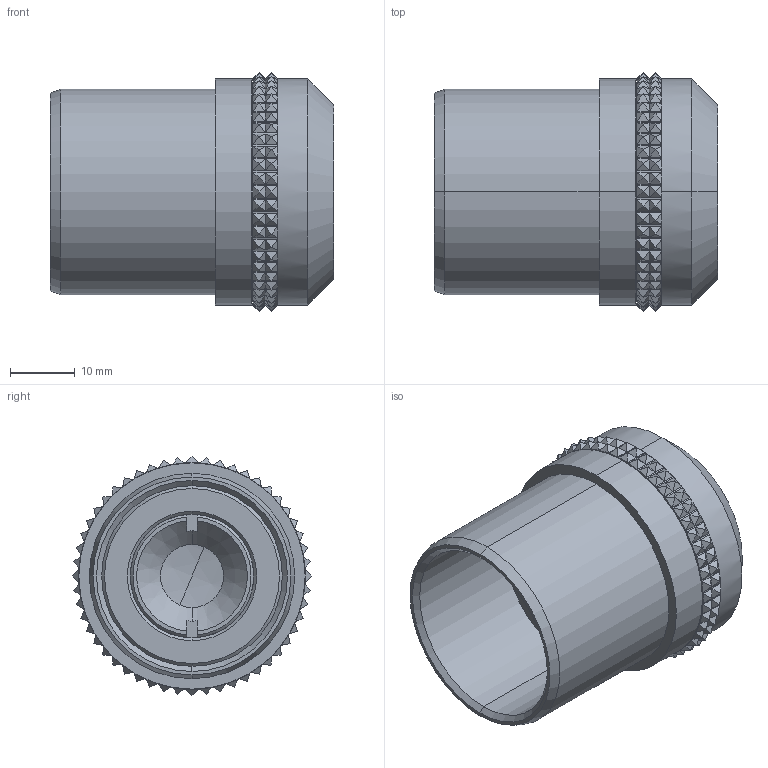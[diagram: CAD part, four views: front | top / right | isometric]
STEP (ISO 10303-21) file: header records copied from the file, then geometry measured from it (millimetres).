
FILE_DESCRIPTION (( 'STEP AP203' ), '1' );
FILE_NAME ('Web Model 30940_30940.step', '2019-01-17T17:56:33', ( '' ), ( '' ), 'SwSTEP 2.0', 'SolidWorks 2016', '' );
FILE_SCHEMA (( 'CONFIG_CONTROL_DESIGN' ));
Length unit declared in the file: millimetre
Products named in the file (1): Web Model 30940_30940
Bounding box: 43.69 x 36.76 x 36.76 mm (x, y, z)
Volume: 23257.8 mm3; surface area: 8749.6 mm2
Topology: 1 solids, 1 shells, 632 faces, 1538 edges, 916 vertices
Faces by surface type: plane 536, cylinder 68, cone 24, sphere 4
Entity records: 18151 total; most frequent: DIRECTION 3184, CARTESIAN_POINT 3111, ORIENTED_EDGE 3076, EDGE_CURVE 1538, LINE 1142, VECTOR 1142, AXIS2_PLACEMENT_3D 1021, VERTEX_POINT 916
